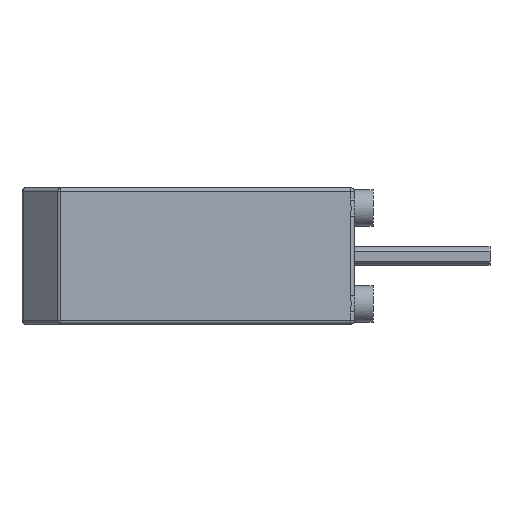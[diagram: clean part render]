
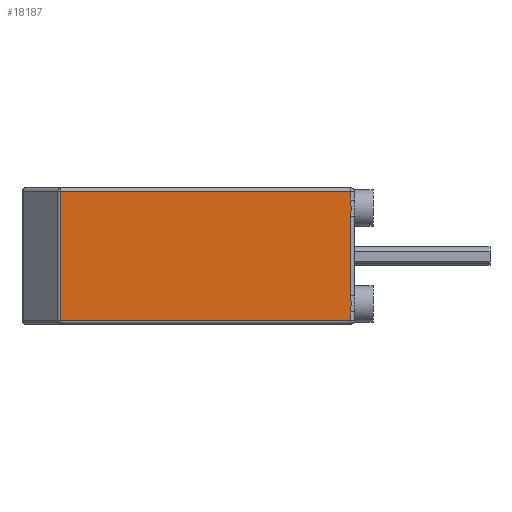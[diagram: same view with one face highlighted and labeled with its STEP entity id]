
A CAD part, left-side view. The second image highlights one B-rep face of the part: STEP entity #18187.
In plain terms, the highlighted planar face has unit normal (-1, 0, 0).
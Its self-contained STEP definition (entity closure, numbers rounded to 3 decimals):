
#1050 = LINE ( 'NONE', #1057, #1108 ) ;
#1051 = CARTESIAN_POINT ( 'NONE',  ( -4.95, 0.1, -1.082 ) ) ;
#1052 = CARTESIAN_POINT ( 'NONE',  ( -4.95, 0.1, -1.155 ) ) ;
#1053 = CARTESIAN_POINT ( 'NONE',  ( -4.95, 0.087, -1.227 ) ) ;
#1054 = CARTESIAN_POINT ( 'NONE',  ( -4.95, 0.087, -1.373 ) ) ;
#1055 = CARTESIAN_POINT ( 'NONE',  ( -4.95, 0.1, -1.445 ) ) ;
#1056 = CARTESIAN_POINT ( 'NONE',  ( -4.95, 0.1, -1.518 ) ) ;
#1057 = CARTESIAN_POINT ( 'NONE',  ( -4.95, 0.1, 1.85 ) ) ;
#1058 = CARTESIAN_POINT ( 'NONE',  ( -4.95, 0.1, -1.082 ) ) ;
#1059 = B_SPLINE_CURVE_WITH_KNOTS ( 'NONE', 3,
 ( #1056, #1055, #1054, #1053, #1052, #1051 ),
 .UNSPECIFIED., .F., .F.,
 ( 4, 2, 4 ),
 ( 0., 0., 0. ),
 .UNSPECIFIED. ) ;
#1060 = CARTESIAN_POINT ( 'NONE',  ( -4.95, 0.1, -1.518 ) ) ;
#1061 = DIRECTION ( 'NONE',  ( 0., 0., 1. ) ) ;
#1062 = VECTOR ( 'NONE', #1061, 1000. ) ;
#1063 = CARTESIAN_POINT ( 'NONE',  ( -4.95, 0.1, 1.85 ) ) ;
#1064 = LINE ( 'NONE', #1063, #1062 ) ;
#1065 = CARTESIAN_POINT ( 'NONE',  ( -4.95, 0.1, -1.75 ) ) ;
#1066 = DIRECTION ( 'NONE',  ( 0., -1., 0. ) ) ;
#1067 = VECTOR ( 'NONE', #1066, 1000. ) ;
#1068 = CARTESIAN_POINT ( 'NONE',  ( -4.95, 9.012, -1.75 ) ) ;
#1069 = LINE ( 'NONE', #1068, #1067 ) ;
#1097 = CARTESIAN_POINT ( 'NONE',  ( -4.95, 0.1, 1.518 ) ) ;
#1098 = CARTESIAN_POINT ( 'NONE',  ( -4.95, 0.1, 1.445 ) ) ;
#1099 = CARTESIAN_POINT ( 'NONE',  ( -4.95, 0.087, 1.373 ) ) ;
#1100 = CARTESIAN_POINT ( 'NONE',  ( -4.95, 0.087, 1.227 ) ) ;
#1101 = CARTESIAN_POINT ( 'NONE',  ( -4.95, 0.1, 1.155 ) ) ;
#1102 = CARTESIAN_POINT ( 'NONE',  ( -4.95, 0.1, 1.082 ) ) ;
#1105 = B_SPLINE_CURVE_WITH_KNOTS ( 'NONE', 3,
 ( #1102, #1101, #1100, #1099, #1098, #1097 ),
 .UNSPECIFIED., .F., .F.,
 ( 4, 2, 4 ),
 ( 0., 0., 0. ),
 .UNSPECIFIED. ) ;
#1106 = CARTESIAN_POINT ( 'NONE',  ( -4.95, 0.1, 1.082 ) ) ;
#1107 = DIRECTION ( 'NONE',  ( 0., 0., 1. ) ) ;
#1108 = VECTOR ( 'NONE', #1107, 1000. ) ;
#1116 = FACE_OUTER_BOUND ( 'NONE', #18188, .T. ) ;
#1150 = CARTESIAN_POINT ( 'NONE',  ( -4.95, 7.971, -1.75 ) ) ;
#1151 = DIRECTION ( 'NONE',  ( 0., 0., -1. ) ) ;
#1152 = DIRECTION ( 'NONE',  ( 1., 0., 0. ) ) ;
#1153 = CARTESIAN_POINT ( 'NONE',  ( -4.95, 9.012, 1.85 ) ) ;
#1154 = AXIS2_PLACEMENT_3D ( 'NONE', #1153, #1152, #1151 ) ;
#1155 = PLANE ( 'NONE',  #1154 ) ;
#1460 = DIRECTION ( 'NONE',  ( 0., 0., -1. ) ) ;
#1461 = VECTOR ( 'NONE', #1460, 1000. ) ;
#1462 = CARTESIAN_POINT ( 'NONE',  ( -4.95, 7.971, 1.85 ) ) ;
#1463 = LINE ( 'NONE', #1462, #1461 ) ;
#1465 = CARTESIAN_POINT ( 'NONE',  ( -4.95, 7.971, 1.75 ) ) ;
#1466 = DIRECTION ( 'NONE',  ( 0., 1., 0. ) ) ;
#1467 = VECTOR ( 'NONE', #1466, 1000. ) ;
#1468 = CARTESIAN_POINT ( 'NONE',  ( -4.95, 9.012, 1.75 ) ) ;
#1469 = LINE ( 'NONE', #1468, #1467 ) ;
#1470 = CARTESIAN_POINT ( 'NONE',  ( -4.95, 0.1, 1.75 ) ) ;
#1471 = DIRECTION ( 'NONE',  ( 0., 0., 1. ) ) ;
#1472 = VECTOR ( 'NONE', #1471, 1000. ) ;
#1473 = CARTESIAN_POINT ( 'NONE',  ( -4.95, 0.1, 1.85 ) ) ;
#1474 = LINE ( 'NONE', #1473, #1472 ) ;
#15000 = VERTEX_POINT ( 'NONE', #21804 ) ;
#15164 = ORIENTED_EDGE ( 'NONE', *, *, #18299, .T. ) ;
#18160 = ORIENTED_EDGE ( 'NONE', *, *, #18161, .T. ) ;
#18161 = EDGE_CURVE ( 'NONE', #18189, #18162, #1069, .T. ) ;
#18162 = VERTEX_POINT ( 'NONE', #1065 ) ;
#18163 = ORIENTED_EDGE ( 'NONE', *, *, #18164, .T. ) ;
#18164 = EDGE_CURVE ( 'NONE', #18162, #18165, #1064, .T. ) ;
#18165 = VERTEX_POINT ( 'NONE', #1060 ) ;
#18166 = ORIENTED_EDGE ( 'NONE', *, *, #18167, .T. ) ;
#18167 = EDGE_CURVE ( 'NONE', #18165, #18168, #1059, .T. ) ;
#18168 = VERTEX_POINT ( 'NONE', #1058 ) ;
#18169 = ORIENTED_EDGE ( 'NONE', *, *, #18170, .T. ) ;
#18170 = EDGE_CURVE ( 'NONE', #18168, #18171, #1050, .T. ) ;
#18171 = VERTEX_POINT ( 'NONE', #1106 ) ;
#18172 = ORIENTED_EDGE ( 'NONE', *, *, #18173, .T. ) ;
#18173 = EDGE_CURVE ( 'NONE', #18171, #15000, #1105, .T. ) ;
#18187 = ADVANCED_FACE ( 'NONE', ( #1116 ), #1155, .F. ) ;
#18188 = EDGE_LOOP ( 'NONE', ( #18160, #18163, #18166, #18169, #18172, #15164, #18301, #18304 ) ) ;
#18189 = VERTEX_POINT ( 'NONE', #1150 ) ;
#18299 = EDGE_CURVE ( 'NONE', #15000, #18300, #1474, .T. ) ;
#18300 = VERTEX_POINT ( 'NONE', #1470 ) ;
#18301 = ORIENTED_EDGE ( 'NONE', *, *, #18302, .T. ) ;
#18302 = EDGE_CURVE ( 'NONE', #18300, #18303, #1469, .T. ) ;
#18303 = VERTEX_POINT ( 'NONE', #1465 ) ;
#18304 = ORIENTED_EDGE ( 'NONE', *, *, #18305, .T. ) ;
#18305 = EDGE_CURVE ( 'NONE', #18303, #18189, #1463, .T. ) ;
#21804 = CARTESIAN_POINT ( 'NONE',  ( -4.95, 0.1, 1.518 ) ) ;
